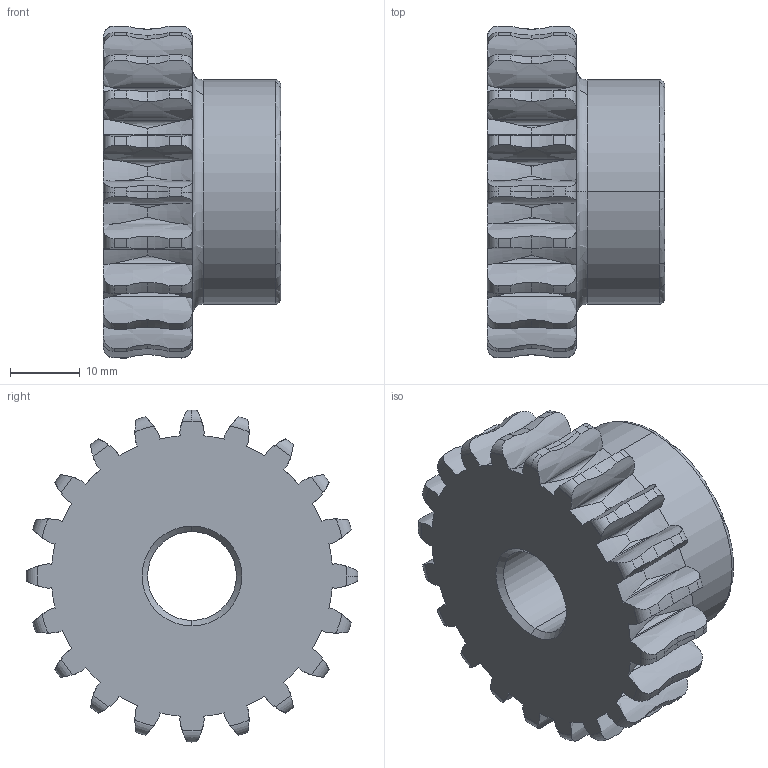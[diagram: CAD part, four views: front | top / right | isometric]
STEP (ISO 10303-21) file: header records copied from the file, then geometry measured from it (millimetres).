
FILE_DESCRIPTION (( 'STEP AP203' ), '1' );
FILE_NAME ('B004N84Z0G.3D.STEP', '2012-12-18T06:18:41', ( '' ), ( '' ), 'SwSTEP 2.0', 'SolidWorks 2010', '' );
FILE_SCHEMA (( 'CONFIG_CONTROL_DESIGN' ));
Length unit declared in the file: inch
Products named in the file (1): B004N84Z0G.3D
Bounding box: 25.34 x 47.45 x 47.46 mm (x, y, z)
Volume: 24910.3 mm3; surface area: 8228 mm2
Topology: 1 solids, 1 shells, 275 faces, 814 edges, 542 vertices
Faces by surface type: torus 132, cylinder 96, bspline 40, cone 4, plane 3
Entity records: 15023 total; most frequent: CARTESIAN_POINT 8424, ORIENTED_EDGE 1628, DIRECTION 1028, EDGE_CURVE 814, VERTEX_POINT 542, B_SPLINE_CURVE_WITH_KNOTS 466, AXIS2_PLACEMENT_3D 444, EDGE_LOOP 278
